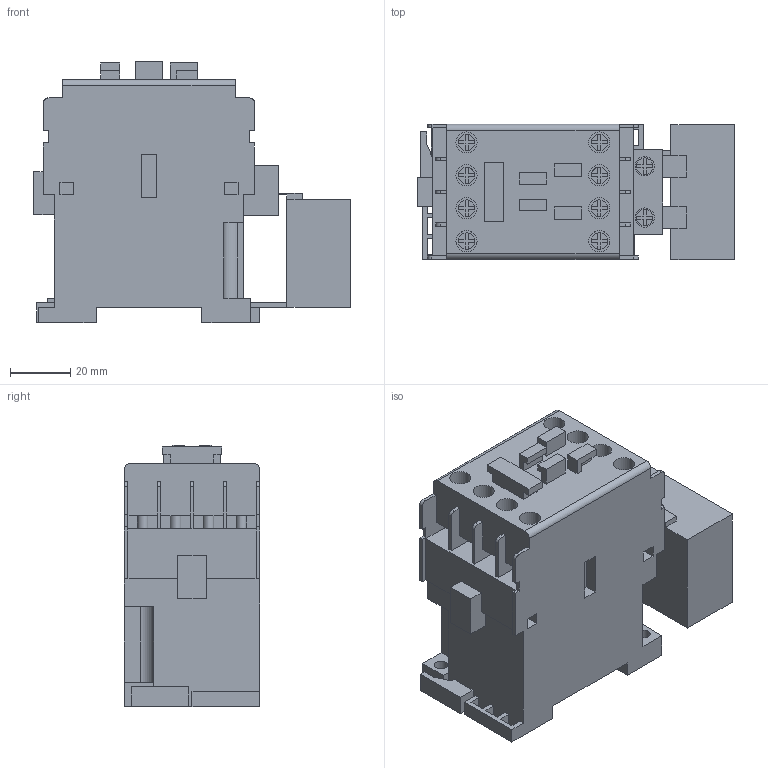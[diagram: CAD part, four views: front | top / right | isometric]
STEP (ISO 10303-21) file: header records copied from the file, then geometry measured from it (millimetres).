
FILE_DESCRIPTION(/* description */ ('Contactor with external electronic DC module'),/* implementation_level */ '2;1');
FILE_NAME(/* name */ '100-C_EY_ED_EA_BG0.stp',/* time_stamp */ '2012-03-20T15:01:54+01:00',/* author */ ('bschreib'),/* organization */ ('Rockwell Automation'),/* preprocessor_version */ 'ST-DEVELOPER v11',/* originating_system */ 'SIEMENS PLM Software NX 7.5',/* authorisation */ '');
FILE_SCHEMA (('CONFIG_CONTROL_DESIGN'));
Length unit declared in the file: millimetre
Products named in the file (1): 014354_A.001
Bounding box: 104.9 x 44.8 x 86.5 mm (x, y, z)
Volume: 248745.8 mm3; surface area: 41050.1 mm2
Topology: 1 solids, 1 shells, 437 faces, 1232 edges, 824 vertices
Faces by surface type: plane 391, cylinder 46
Full cylindrical faces by diameter (mm): 3.5 x10, 4.5 x2, 5.5 x10, 6.4 x2, 7 x8
Entity records: 13800 total; most frequent: CARTESIAN_POINT 2420, ORIENTED_EDGE 2356, DIRECTION 2220, EDGE_CURVE 1178, LINE 1016, VECTOR 1016, VERTEX_POINT 802, AXIS2_PLACEMENT_3D 602
